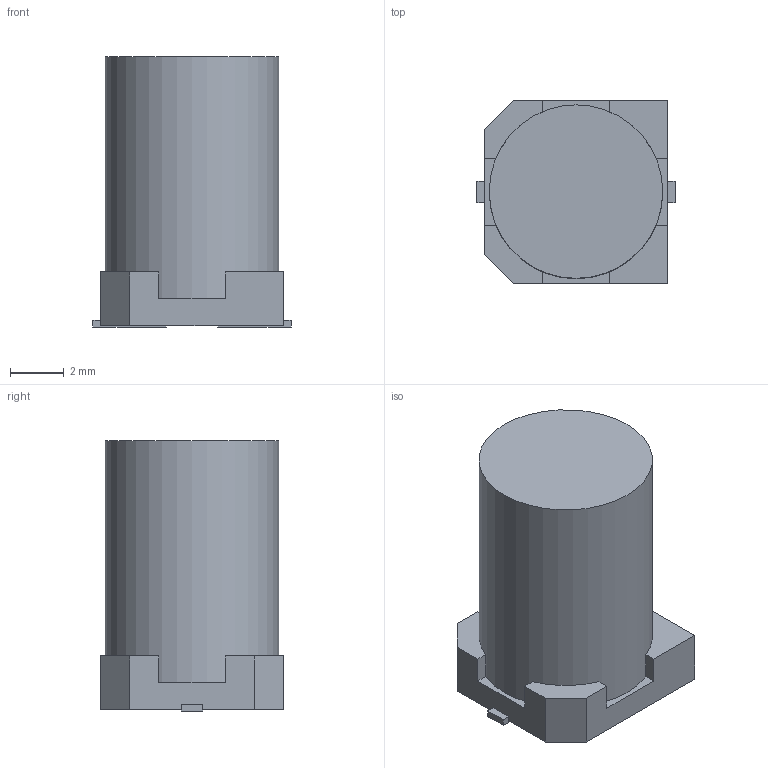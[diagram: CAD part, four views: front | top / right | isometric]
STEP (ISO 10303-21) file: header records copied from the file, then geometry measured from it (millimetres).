
FILE_DESCRIPTION(('STEP AP214'),'1');
FILE_NAME('CAP_HXB-F80_NIP','2025-02-13T07:00:07',(''),(''),'','','');
FILE_SCHEMA(('AUTOMOTIVE_DESIGN'));
Length unit declared in the file: millimetre
Products named in the file (1): product
Bounding box: 7.39 x 6.81 x 10.06 mm (x, y, z)
Volume: 350.8 mm3; surface area: 404.9 mm2
Topology: 4 solids, 4 shells, 47 faces, 109 edges, 70 vertices
Faces by surface type: plane 42, cylinder 5
Full cylindrical faces by diameter (mm): 6.462 x1
Entity records: 1413 total; most frequent: DIRECTION 216, ORIENTED_EDGE 216, CARTESIAN_POINT 123, EDGE_CURVE 108, LINE 98, VECTOR 98, VERTEX_POINT 70, AXIS2_PLACEMENT_3D 59
